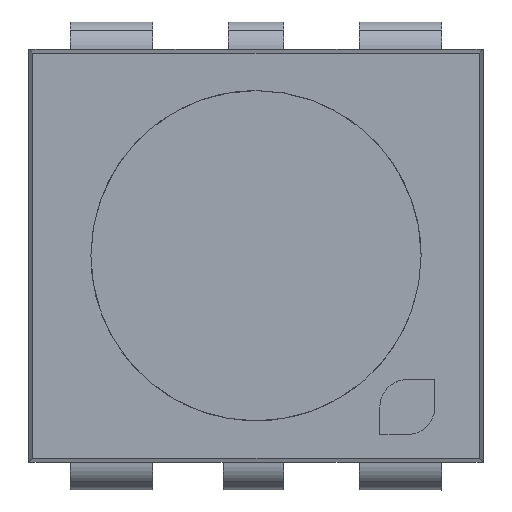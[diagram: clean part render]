
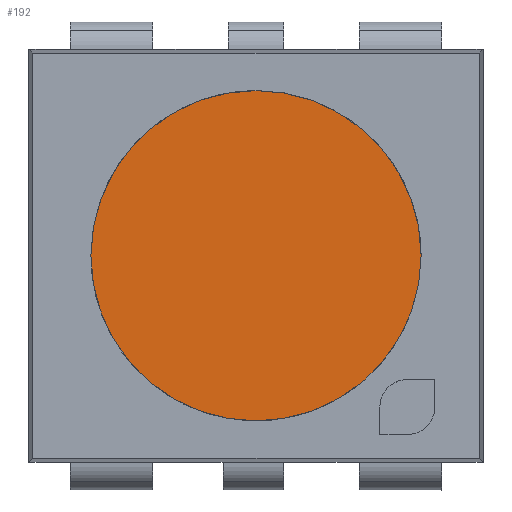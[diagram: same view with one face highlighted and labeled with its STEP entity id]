
A CAD part, top view. The second image highlights one B-rep face of the part: STEP entity #192.
In plain terms, the highlighted planar face has unit normal (0, 0, 1).
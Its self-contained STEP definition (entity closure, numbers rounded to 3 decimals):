
#151 = ORIENTED_EDGE ( 'NONE', *, *, #186, .F. ) ;
#186 = EDGE_CURVE ( 'NONE', #202, #188, #1578, .T. ) ;
#188 = VERTEX_POINT ( 'NONE', #1572 ) ;
#192 = ADVANCED_FACE ( 'NONE', ( #1629 ), #1628, .T. ) ;
#201 = EDGE_LOOP ( 'NONE', ( #203, #151 ) ) ;
#202 = VERTEX_POINT ( 'NONE', #1604 ) ;
#203 = ORIENTED_EDGE ( 'NONE', *, *, #204, .F. ) ;
#204 = EDGE_CURVE ( 'NONE', #188, #202, #1603, .T. ) ;
#1572 = CARTESIAN_POINT ( 'NONE',  ( 0., 1.2, -0.025 ) ) ;
#1574 = DIRECTION ( 'NONE',  ( -1., 0., 0. ) ) ;
#1575 = DIRECTION ( 'NONE',  ( 0., 0., -1. ) ) ;
#1576 = CARTESIAN_POINT ( 'NONE',  ( 0., 0., -0.025 ) ) ;
#1577 = AXIS2_PLACEMENT_3D ( 'NONE', #1576, #1575, #1574 ) ;
#1578 = CIRCLE ( 'NONE', #1577, 1.2 ) ;
#1599 = DIRECTION ( 'NONE',  ( -1., 0., 0. ) ) ;
#1600 = DIRECTION ( 'NONE',  ( 0., 0., -1. ) ) ;
#1601 = CARTESIAN_POINT ( 'NONE',  ( 0., 0., -0.025 ) ) ;
#1602 = AXIS2_PLACEMENT_3D ( 'NONE', #1601, #1600, #1599 ) ;
#1603 = CIRCLE ( 'NONE', #1602, 1.2 ) ;
#1604 = CARTESIAN_POINT ( 'NONE',  ( -1.2, 0., -0.025 ) ) ;
#1624 = DIRECTION ( 'NONE',  ( 1., 0., 0. ) ) ;
#1625 = DIRECTION ( 'NONE',  ( 0., 0., 1. ) ) ;
#1626 = CARTESIAN_POINT ( 'NONE',  ( -1.224, -1.224, -0.025 ) ) ;
#1627 = AXIS2_PLACEMENT_3D ( 'NONE', #1626, #1625, #1624 ) ;
#1628 = PLANE ( 'NONE',  #1627 ) ;
#1629 = FACE_OUTER_BOUND ( 'NONE', #201, .T. ) ;
